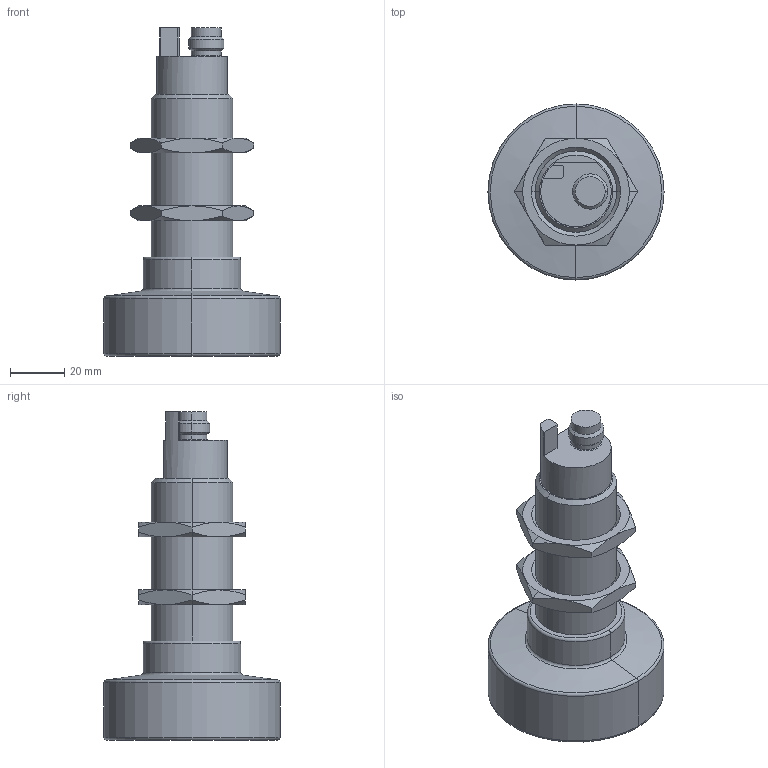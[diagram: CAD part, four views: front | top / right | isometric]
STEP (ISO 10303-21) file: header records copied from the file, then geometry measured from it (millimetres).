
FILE_DESCRIPTION((''),'2;1');
FILE_NAME('ASM0001_ASM','2011-11-30T',('dhelisch'),(''),'PRO/ENGINEER BY PARAMETRIC TECHNOLOGY CORPORATION, 2007250','PRO/ENGINEER BY PARAMETRIC TECHNOLOGY CORPORATION, 2007250','');
FILE_SCHEMA(('CONFIG_CONTROL_DESIGN'));
Length unit declared in the file: millimetre
Products named in the file (3): PRT0001; SECHSKANTMUTTER_4; ASM0001_ASM
Assembly tree (3 placements, depth 2):
  ASM0001_ASM
    PRT0001
    SECHSKANTMUTTER_4  x2
Bounding box: 65 x 65 x 121.2 mm (x, y, z)
Volume: 147341.3 mm3; surface area: 24263.6 mm2
Topology: 3 solids, 3 shells, 134 faces, 314 edges, 212 vertices
Faces by surface type: plane 53, cone 48, cylinder 23, torus 10
Entity records: 3823 total; most frequent: CARTESIAN_POINT 654, DIRECTION 544, ORIENTED_EDGE 458, EDGE_CURVE 229, AXIS2_PLACEMENT_3D 204, VERTEX_POINT 138, VECTOR 136, LINE 136
